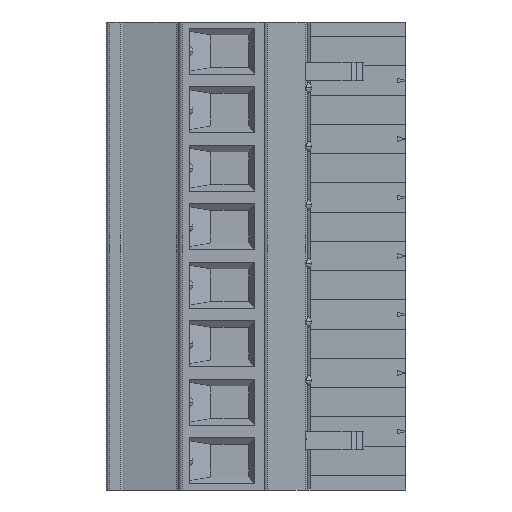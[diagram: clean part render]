
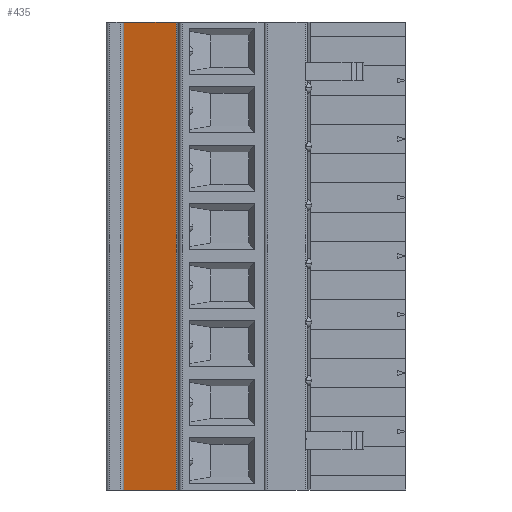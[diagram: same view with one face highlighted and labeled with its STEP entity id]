
A CAD part, left-side view. The second image highlights one B-rep face of the part: STEP entity #435.
In plain terms, the highlighted planar face has unit normal (-0.966, 0.259, 0).
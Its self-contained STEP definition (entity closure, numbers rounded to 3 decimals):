
#435=ADVANCED_FACE('',(#1263),#1264,.T.);
#1263=FACE_OUTER_BOUND('',#2158,.T.);
#1264=PLANE('',#2159);
#2158=EDGE_LOOP('',(#5144,#5145,#5146,#5147));
#2159=AXIS2_PLACEMENT_3D('',#5148,#5149,#5150);
#5144=ORIENTED_EDGE('',*,*,#5923,.F.);
#5145=ORIENTED_EDGE('',*,*,#5987,.F.);
#5146=ORIENTED_EDGE('',*,*,#6646,.F.);
#5147=ORIENTED_EDGE('',*,*,#6657,.F.);
#5148=CARTESIAN_POINT('',(-5.265,16.2,-38.1));
#5149=DIRECTION('',(-0.966,0.259,0.));
#5150=DIRECTION('',(0.,0.0,1.0));
#5923=EDGE_CURVE('',#7238,#7239,#7240,.T.);
#5987=EDGE_CURVE('',#7354,#7238,#7356,.T.);
#6646=EDGE_CURVE('',#8389,#7354,#8390,.T.);
#6657=EDGE_CURVE('',#7239,#8389,#8404,.T.);
#7238=VERTEX_POINT('',#9483);
#7239=VERTEX_POINT('',#9484);
#7240=LINE('',#9485,#9486);
#7354=VERTEX_POINT('',#9708);
#7356=LINE('',#9711,#9712);
#8389=VERTEX_POINT('',#11560);
#8390=LINE('',#11561,#11562);
#8404=LINE('',#11584,#11585);
#9483=CARTESIAN_POINT('',(-6.492,11.622,0.));
#9484=CARTESIAN_POINT('',(-6.492,11.622,-40.64));
#9485=CARTESIAN_POINT('',(-6.492,11.622,-38.1));
#9486=VECTOR('',#12289,1.0);
#9708=CARTESIAN_POINT('',(-5.265,16.2,0.));
#9711=CARTESIAN_POINT('',(-19.049,-35.243,0.));
#9712=VECTOR('',#12384,1.0);
#11560=CARTESIAN_POINT('',(-5.265,16.2,-40.64));
#11561=CARTESIAN_POINT('',(-5.265,16.2,-38.1));
#11562=VECTOR('',#13344,1.0);
#11584=CARTESIAN_POINT('',(-19.049,-35.243,-40.64));
#11585=VECTOR('',#13359,1.0);
#12289=DIRECTION('',(0.,0.0,-1.0));
#12384=DIRECTION('',(-0.259,-0.966,0.));
#13344=DIRECTION('',(0.,0.0,1.0));
#13359=DIRECTION('',(0.259,0.966,0.));
